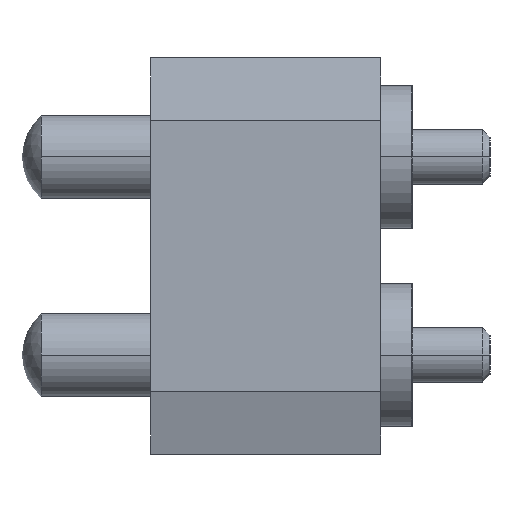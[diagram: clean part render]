
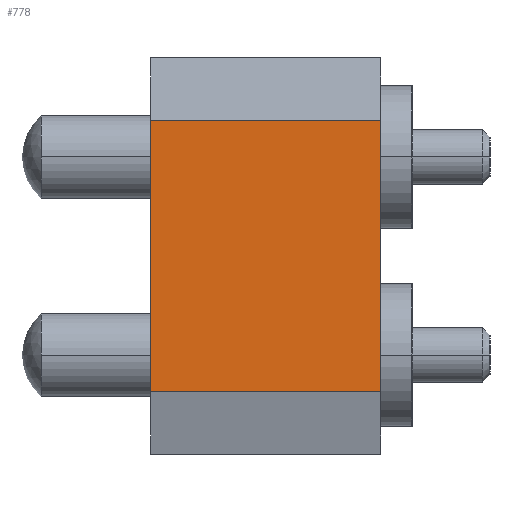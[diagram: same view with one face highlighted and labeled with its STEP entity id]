
A CAD part, left-side view. The second image highlights one B-rep face of the part: STEP entity #778.
In plain terms, the highlighted planar face has unit normal (-1, 0, 0).
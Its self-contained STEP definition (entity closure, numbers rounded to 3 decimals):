
#778=ADVANCED_FACE('',(#1673),#1674,.T.);
#1673=FACE_OUTER_BOUND('',#2694,.T.);
#1674=PLANE('',#2695);
#2694=EDGE_LOOP('',(#4715,#4716,#4717,#4718));
#2695=AXIS2_PLACEMENT_3D('',#4719,#4720,#4721);
#4715=ORIENTED_EDGE('',*,*,#6000,.T.);
#4716=ORIENTED_EDGE('',*,*,#6128,.F.);
#4717=ORIENTED_EDGE('',*,*,#6129,.F.);
#4718=ORIENTED_EDGE('',*,*,#6125,.T.);
#4719=CARTESIAN_POINT('',(-7.62,0.,0.));
#4720=DIRECTION('',(-1.0,0.0,0.0));
#4721=DIRECTION('',(0.0,0.,1.0));
#6000=EDGE_CURVE('',#7182,#7180,#7183,.T.);
#6125=EDGE_CURVE('',#7360,#7182,#7361,.T.);
#6128=EDGE_CURVE('',#7364,#7180,#7365,.T.);
#6129=EDGE_CURVE('',#7360,#7364,#7366,.T.);
#7180=VERTEX_POINT('',#8681);
#7182=VERTEX_POINT('',#8684);
#7183=LINE('',#8685,#8686);
#7360=VERTEX_POINT('',#8951);
#7361=LINE('',#8952,#8953);
#7364=VERTEX_POINT('',#8957);
#7365=LINE('',#8958,#8959);
#7366=LINE('',#8960,#8961);
#8681=CARTESIAN_POINT('',(-7.62,2.95,-1.74));
#8684=CARTESIAN_POINT('',(-7.62,2.95,1.74));
#8685=CARTESIAN_POINT('',(-7.62,2.95,1.74));
#8686=VECTOR('',#10160,1.0);
#8951=CARTESIAN_POINT('',(-7.62,0.,1.74));
#8952=CARTESIAN_POINT('',(-7.62,0.,1.74));
#8953=VECTOR('',#10249,1.0);
#8957=CARTESIAN_POINT('',(-7.62,0.,-1.74));
#8958=CARTESIAN_POINT('',(-7.62,0.,-1.74));
#8959=VECTOR('',#10251,1.0);
#8960=CARTESIAN_POINT('',(-7.62,0.,1.74));
#8961=VECTOR('',#10252,1.0);
#10160=DIRECTION('',(0.0,0.,-1.0));
#10249=DIRECTION('',(0.0,1.0,0.));
#10251=DIRECTION('',(0.0,1.0,0.));
#10252=DIRECTION('',(0.0,0.,-1.0));
